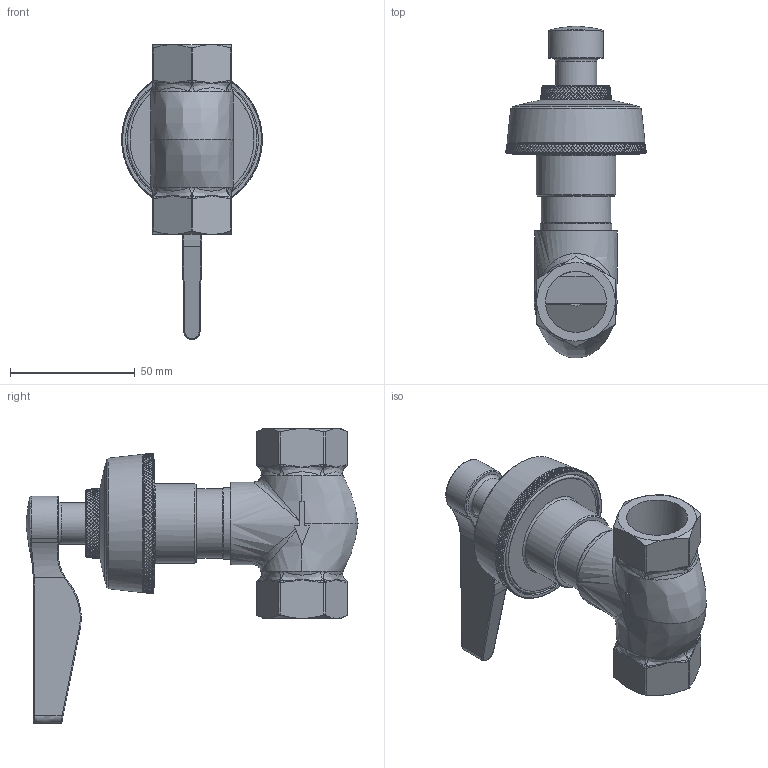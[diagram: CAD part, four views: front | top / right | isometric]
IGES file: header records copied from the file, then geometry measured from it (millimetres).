
Global section: file name: T1007-LA; native system: Autodesk Inventor 2020; preprocessor: unknown; author: camerond; date: 20200204.081835; units: millimetre
Bounding box: 56.42 x 133.21 x 118.35 mm (x, y, z)
Volume: 115022.2 mm3; surface area: 71638.5 mm2
Topology: 17 solids, 17 shells, 7153 faces, 16050 edges, 8968 vertices
Faces by surface type: bspline 7153
